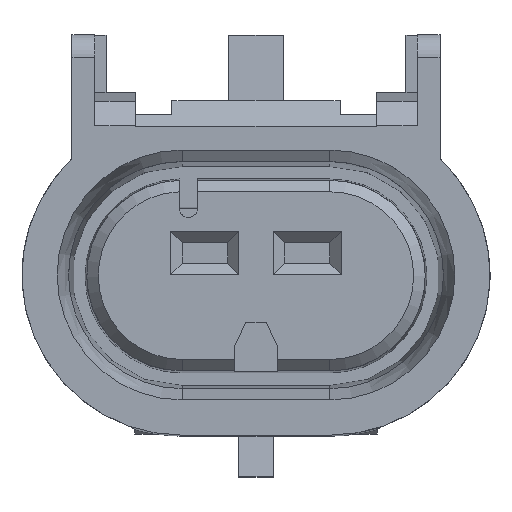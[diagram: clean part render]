
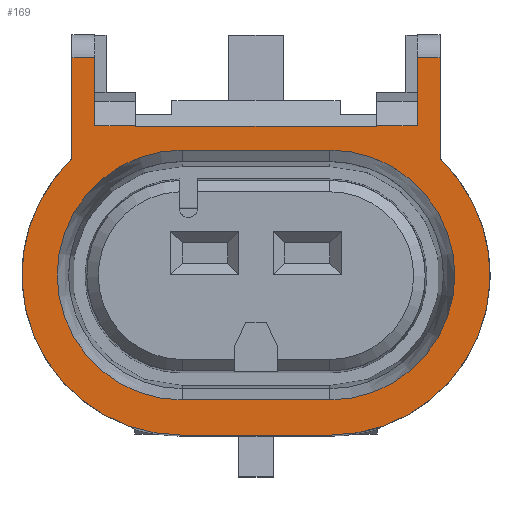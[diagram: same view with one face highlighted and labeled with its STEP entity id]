
A CAD part, top view. The second image highlights one B-rep face of the part: STEP entity #169.
In plain terms, the highlighted planar face has unit normal (0, 0, 1).
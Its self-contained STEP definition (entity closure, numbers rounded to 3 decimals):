
#95=FACE_BOUND('',#766,.T.);
#96=FACE_BOUND('',#767,.T.);
#169=ADVANCED_FACE('',(#95,#96),#383,.F.);
#383=PLANE('',#4105);
#766=EDGE_LOOP('',(#1993,#1994,#1995,#1996));
#767=EDGE_LOOP('',(#1997,#1998,#1999,#2000,#2001,#2002,#2003,#2004,#2005,
#2006,#2007,#2008,#2009,#2010));
#993=LINE('',#5531,#1442);
#996=LINE('',#5539,#1445);
#1000=LINE('',#5551,#1449);
#1003=LINE('',#5560,#1452);
#1009=LINE('',#5573,#1458);
#1010=LINE('',#5575,#1459);
#1040=LINE('',#5633,#1489);
#1042=LINE('',#5640,#1491);
#1043=LINE('',#5644,#1492);
#1044=LINE('',#5646,#1493);
#1045=LINE('',#5648,#1494);
#1046=LINE('',#5650,#1495);
#1047=LINE('',#5651,#1496);
#1048=LINE('',#5652,#1497);
#1442=VECTOR('',#4444,1.);
#1445=VECTOR('',#4453,1.);
#1449=VECTOR('',#4465,1.);
#1452=VECTOR('',#4472,1.);
#1458=VECTOR('',#4484,1.);
#1459=VECTOR('',#4487,1.);
#1489=VECTOR('',#4533,1.);
#1491=VECTOR('',#4539,1.);
#1492=VECTOR('',#4542,1.);
#1493=VECTOR('',#4543,1.);
#1494=VECTOR('',#4544,1.);
#1495=VECTOR('',#4545,1.);
#1496=VECTOR('',#4546,1.);
#1497=VECTOR('',#4547,1.);
#1993=ORIENTED_EDGE('',*,*,#3441,.F.);
#1994=ORIENTED_EDGE('',*,*,#3438,.F.);
#1995=ORIENTED_EDGE('',*,*,#3436,.F.);
#1996=ORIENTED_EDGE('',*,*,#3434,.F.);
#1997=ORIENTED_EDGE('',*,*,#3488,.T.);
#1998=ORIENTED_EDGE('',*,*,#3489,.F.);
#1999=ORIENTED_EDGE('',*,*,#3490,.F.);
#2000=ORIENTED_EDGE('',*,*,#3491,.T.);
#2001=ORIENTED_EDGE('',*,*,#3492,.T.);
#2002=ORIENTED_EDGE('',*,*,#3493,.F.);
#2003=ORIENTED_EDGE('',*,*,#3494,.F.);
#2004=ORIENTED_EDGE('',*,*,#3486,.F.);
#2005=ORIENTED_EDGE('',*,*,#3456,.F.);
#2006=ORIENTED_EDGE('',*,*,#3455,.T.);
#2007=ORIENTED_EDGE('',*,*,#3444,.T.);
#2008=ORIENTED_EDGE('',*,*,#3495,.T.);
#2009=ORIENTED_EDGE('',*,*,#3448,.T.);
#2010=ORIENTED_EDGE('',*,*,#3496,.F.);
#3061=VERTEX_POINT('',#5530);
#3062=VERTEX_POINT('',#5532);
#3063=VERTEX_POINT('',#5536);
#3064=VERTEX_POINT('',#5540);
#3067=VERTEX_POINT('',#5550);
#3068=VERTEX_POINT('',#5552);
#3071=VERTEX_POINT('',#5559);
#3072=VERTEX_POINT('',#5561);
#3075=VERTEX_POINT('',#5571);
#3076=VERTEX_POINT('',#5576);
#3096=VERTEX_POINT('',#5634);
#3097=VERTEX_POINT('',#5638);
#3098=VERTEX_POINT('',#5639);
#3099=VERTEX_POINT('',#5641);
#3100=VERTEX_POINT('',#5643);
#3101=VERTEX_POINT('',#5645);
#3102=VERTEX_POINT('',#5647);
#3103=VERTEX_POINT('',#5649);
#3434=EDGE_CURVE('',#3061,#3062,#993,.T.);
#3436=EDGE_CURVE('',#3062,#3063,#3984,.T.);
#3438=EDGE_CURVE('',#3063,#3064,#996,.T.);
#3441=EDGE_CURVE('',#3064,#3061,#3986,.T.);
#3444=EDGE_CURVE('',#3068,#3067,#1000,.T.);
#3448=EDGE_CURVE('',#3072,#3071,#1003,.T.);
#3455=EDGE_CURVE('',#3075,#3068,#1009,.T.);
#3456=EDGE_CURVE('',#3075,#3076,#1010,.T.);
#3486=EDGE_CURVE('',#3076,#3096,#1040,.T.);
#3488=EDGE_CURVE('',#3097,#3098,#3989,.T.);
#3489=EDGE_CURVE('',#3099,#3098,#1042,.T.);
#3490=EDGE_CURVE('',#3100,#3099,#3990,.T.);
#3491=EDGE_CURVE('',#3100,#3101,#1043,.T.);
#3492=EDGE_CURVE('',#3101,#3102,#1044,.T.);
#3493=EDGE_CURVE('',#3103,#3102,#1045,.T.);
#3494=EDGE_CURVE('',#3096,#3103,#1046,.T.);
#3495=EDGE_CURVE('',#3067,#3072,#1047,.T.);
#3496=EDGE_CURVE('',#3097,#3071,#1048,.T.);
#3984=CIRCLE('',#4082,5.5);
#3986=CIRCLE('',#4086,5.5);
#3989=CIRCLE('',#4103,7.05);
#3990=CIRCLE('',#4104,7.05);
#4082=AXIS2_PLACEMENT_3D('',#5535,#4448,#4449);
#4086=AXIS2_PLACEMENT_3D('',#5544,#4459,#4460);
#4103=AXIS2_PLACEMENT_3D('',#5637,#4537,#4538);
#4104=AXIS2_PLACEMENT_3D('',#5642,#4540,#4541);
#4105=AXIS2_PLACEMENT_3D('',#5653,#4548,#4549);
#4444=DIRECTION('',(-1.,0.,0.));
#4448=DIRECTION('',(0.,0.,1.));
#4449=DIRECTION('',(0.,1.,0.));
#4453=DIRECTION('',(1.,0.,0.));
#4459=DIRECTION('',(0.,0.,1.));
#4460=DIRECTION('',(0.,1.,0.));
#4465=DIRECTION('',(-1.,0.,0.));
#4472=DIRECTION('',(-1.,0.,0.));
#4484=DIRECTION('',(0.,1.,0.));
#4487=DIRECTION('',(1.,0.,0.));
#4533=DIRECTION('',(0.,1.,0.));
#4537=DIRECTION('',(0.,0.,1.));
#4538=DIRECTION('',(0.,1.,0.));
#4539=DIRECTION('',(-1.,0.,0.));
#4540=DIRECTION('',(0.,0.,-1.));
#4541=DIRECTION('',(0.,1.,0.));
#4542=DIRECTION('',(0.,1.,0.));
#4543=DIRECTION('',(-1.,0.,0.));
#4544=DIRECTION('',(0.,1.,0.));
#4545=DIRECTION('',(1.,0.,0.));
#4546=DIRECTION('',(0.,1.,0.));
#4547=DIRECTION('',(0.,1.,0.));
#4548=DIRECTION('',(0.,0.,-1.));
#4549=DIRECTION('',(1.,0.,0.));
#5530=CARTESIAN_POINT('',(3.25,5.5,8.6));
#5531=CARTESIAN_POINT('',(3.25,5.5,8.6));
#5532=CARTESIAN_POINT('',(-3.25,5.5,8.6));
#5535=CARTESIAN_POINT('',(-3.25,0.,8.6));
#5536=CARTESIAN_POINT('',(-3.25,-5.5,8.6));
#5539=CARTESIAN_POINT('',(-3.25,-5.5,8.6));
#5540=CARTESIAN_POINT('',(3.25,-5.5,8.6));
#5544=CARTESIAN_POINT('',(3.25,0.,8.6));
#5550=CARTESIAN_POINT('',(-7.1,6.565,8.6));
#5551=CARTESIAN_POINT('',(7.75,6.565,8.6));
#5552=CARTESIAN_POINT('',(-5.3,6.565,8.6));
#5559=CARTESIAN_POINT('',(-8.1,9.565,8.6));
#5560=CARTESIAN_POINT('',(-3.35,9.565,8.6));
#5561=CARTESIAN_POINT('',(-7.1,9.565,8.6));
#5571=CARTESIAN_POINT('',(-5.3,6.537,8.6));
#5573=CARTESIAN_POINT('',(-5.3,0.,8.6));
#5575=CARTESIAN_POINT('',(-3.35,6.537,8.6));
#5576=CARTESIAN_POINT('',(5.3,6.537,8.6));
#5633=CARTESIAN_POINT('',(5.3,0.,8.6));
#5634=CARTESIAN_POINT('',(5.3,6.565,8.6));
#5637=CARTESIAN_POINT('',(-3.25,0.,8.6));
#5638=CARTESIAN_POINT('',(-8.1,5.117,8.6));
#5639=CARTESIAN_POINT('',(-3.25,-7.05,8.6));
#5640=CARTESIAN_POINT('',(-3.35,-7.05,8.6));
#5641=CARTESIAN_POINT('',(3.25,-7.05,8.6));
#5642=CARTESIAN_POINT('',(3.25,0.,8.6));
#5643=CARTESIAN_POINT('',(8.1,5.117,8.6));
#5644=CARTESIAN_POINT('',(8.1,6.05,8.6));
#5645=CARTESIAN_POINT('',(8.1,9.565,8.6));
#5646=CARTESIAN_POINT('',(-3.35,9.565,8.6));
#5647=CARTESIAN_POINT('',(7.1,9.565,8.6));
#5648=CARTESIAN_POINT('',(7.1,0.,8.6));
#5649=CARTESIAN_POINT('',(7.1,6.565,8.6));
#5650=CARTESIAN_POINT('',(-7.75,6.565,8.6));
#5651=CARTESIAN_POINT('',(-7.1,6.889,8.6));
#5652=CARTESIAN_POINT('',(-8.1,0.,8.6));
#5653=CARTESIAN_POINT('',(-3.35,0.,8.6));
